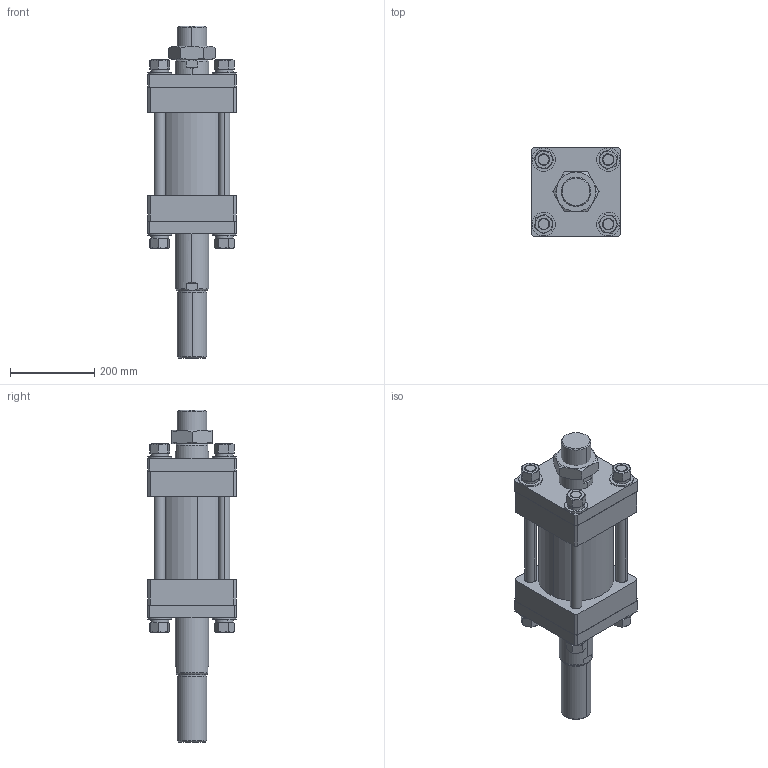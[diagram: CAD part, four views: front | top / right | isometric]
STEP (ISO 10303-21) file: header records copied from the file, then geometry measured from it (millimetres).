
FILE_DESCRIPTION (( 'STEP AP203' ), '1' );
FILE_NAME ('HOD-150-80-100.STEP', '2021-04-27T08:45:42', ( '微软用户' ), ( '微软中国' ), 'SwSTEP 2.0', 'SolidWorks 2012', '' );
FILE_SCHEMA (( 'CONFIG_CONTROL_DESIGN' ));
Length unit declared in the file: millimetre
Products named in the file (10): HOB-150-80-100楊擘; HOB-150-80-100前盖; HOD-150-80-100嶺裝; HOD-150-80-100活塞杆; HOB-150-80-100掛极; hex thin nuts grades ab gb_GB_FASTENER_NUT_STNABTT  B M64X4.0-C; HOD-150-80-100; plain washers--product grade c gb_GB_FASTENER_WASHER_SMWC 30; spring lock washers--normal type gb_GB_FASTENER_WASHER_SW 27; hex nuts, style 1-grades ab gb_GB_FASTENER_NUT_SNAB1  B M27-N
Assembly tree (35 placements, depth 2):
  HOD-150-80-100
    HOB-150-80-100楊擘  x2
    HOB-150-80-100前盖  x2
    HOB-150-80-100掛极
    HOD-150-80-100活塞杆
    HOD-150-80-100嶺裝  x4
    plain washers--product grade c gb_GB_FASTENER_WASHER_SMWC 30  x8
    spring lock washers--normal type gb_GB_FASTENER_WASHER_SW 27  x8
    hex nuts, style 1-grades ab gb_GB_FASTENER_NUT_SNAB1  B M27-N  x8
    hex thin nuts grades ab gb_GB_FASTENER_NUT_STNABTT  B M64X4.0-C
Bounding box: 210 x 210 x 788 mm (x, y, z)
Volume: 14030276.4 mm3; surface area: 1335242 mm2
Topology: 35 solids, 35 shells, 502 faces, 1136 edges, 716 vertices
Faces by surface type: cylinder 188, plane 186, cone 116, torus 12
Entity records: 7435 total; most frequent: CARTESIAN_POINT 1423, DIRECTION 985, ORIENTED_EDGE 814, AXIS2_PLACEMENT_3D 408, EDGE_CURVE 407, VERTEX_POINT 256, EDGE_LOOP 217, CIRCLE 192
